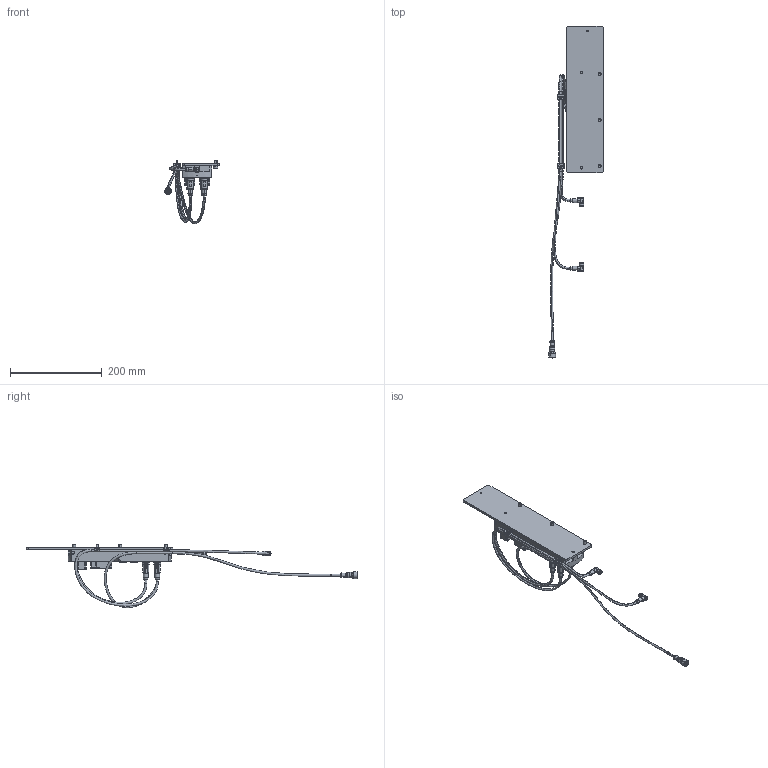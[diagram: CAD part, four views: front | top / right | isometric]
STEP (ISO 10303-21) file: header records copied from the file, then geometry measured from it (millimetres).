
FILE_DESCRIPTION (( 'STEP AP214' ), '1' );
FILE_NAME ('P8372.STEP', '2022-05-19T08:54:49', ( '' ), ( '' ), 'SwSTEP 2.0', 'SolidWorks 2021', '' );
FILE_SCHEMA (( 'AUTOMOTIVE_DESIGN' ));
Length unit declared in the file: millimetre
Products named in the file (1): P8372
Bounding box: 118.99 x 723 x 138.66 mm (x, y, z)
Volume: 510459 mm3; surface area: 166886.7 mm2
Topology: 20 solids, 20 shells, 1582 faces, 4028 edges, 2593 vertices
Faces by surface type: plane 774, cylinder 574, cone 138, bspline 60, torus 28, sphere 8
Entity records: 73396 total; most frequent: CARTESIAN_POINT 17712, ORIENTED_EDGE 8040, DIRECTION 7822, EDGE_CURVE 4020, AXIS2_PLACEMENT_3D 2763, VERTEX_POINT 2593, VECTOR 2296, LINE 2296
